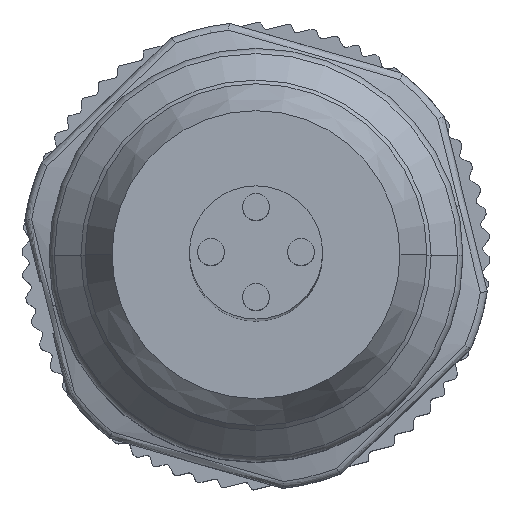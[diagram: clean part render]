
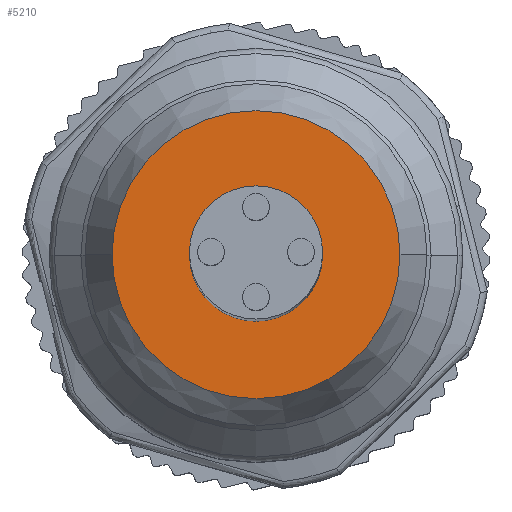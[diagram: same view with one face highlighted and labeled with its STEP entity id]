
A CAD part, top view. The second image highlights one B-rep face of the part: STEP entity #5210.
In plain terms, the highlighted planar face has unit normal (0, 0, 1).
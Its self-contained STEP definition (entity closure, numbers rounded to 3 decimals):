
#39 = DIRECTION ( 'NONE',  ( 0., 0., 1. ) ) ;
#499 = DIRECTION ( 'NONE',  ( 1., 0., 0. ) ) ;
#677 = DIRECTION ( 'NONE',  ( 0., 0., 1. ) ) ;
#1339 = CARTESIAN_POINT ( 'NONE',  ( 3.7, 0., 51.8 ) ) ;
#3465 = DIRECTION ( 'NONE',  ( 1., 0., 0. ) ) ;
#3491 = DIRECTION ( 'NONE',  ( 0., 0., 1. ) ) ;
#4255 = ORIENTED_EDGE ( 'NONE', *, *, #16727, .F. ) ;
#4876 = DIRECTION ( 'NONE',  ( 0., 0., 1. ) ) ;
#5210 = ADVANCED_FACE ( 'NONE', ( #14142, #11253 ), #14245, .T. ) ;
#6000 = AXIS2_PLACEMENT_3D ( 'NONE', #12745, #14191, #3465 ) ;
#6097 = DIRECTION ( 'NONE',  ( 1., 0., 0. ) ) ;
#6763 = ORIENTED_EDGE ( 'NONE', *, *, #8279, .T. ) ;
#7054 = AXIS2_PLACEMENT_3D ( 'NONE', #18964, #39, #6097 ) ;
#7467 = CARTESIAN_POINT ( 'NONE',  ( 8., 0., 51.8 ) ) ;
#7577 = CIRCLE ( 'NONE', #14155, 3.7 ) ;
#8279 = EDGE_CURVE ( 'NONE', #15891, #15645, #16408, .T. ) ;
#8322 = CARTESIAN_POINT ( 'NONE',  ( 0., 0., 51.8 ) ) ;
#8408 = EDGE_LOOP ( 'NONE', ( #6763, #17738 ) ) ;
#9497 = CIRCLE ( 'NONE', #20306, 8. ) ;
#9721 = VERTEX_POINT ( 'NONE', #20130 ) ;
#9911 = EDGE_CURVE ( 'NONE', #15645, #15891, #9497, .T. ) ;
#10273 = ORIENTED_EDGE ( 'NONE', *, *, #19369, .F. ) ;
#10574 = VERTEX_POINT ( 'NONE', #1339 ) ;
#11253 = FACE_BOUND ( 'NONE', #11306, .T. ) ;
#11306 = EDGE_LOOP ( 'NONE', ( #10273, #4255 ) ) ;
#12623 = CARTESIAN_POINT ( 'NONE',  ( 0., 0., 51.8 ) ) ;
#12745 = CARTESIAN_POINT ( 'NONE',  ( 0., 0., 51.8 ) ) ;
#13241 = CARTESIAN_POINT ( 'NONE',  ( 0., 0., 51.8 ) ) ;
#13901 = CIRCLE ( 'NONE', #6000, 3.7 ) ;
#14142 = FACE_OUTER_BOUND ( 'NONE', #8408, .T. ) ;
#14155 = AXIS2_PLACEMENT_3D ( 'NONE', #12623, #4876, #17450 ) ;
#14191 = DIRECTION ( 'NONE',  ( 0., 0., 1. ) ) ;
#14245 = PLANE ( 'NONE',  #7054 ) ;
#15645 = VERTEX_POINT ( 'NONE', #17268 ) ;
#15891 = VERTEX_POINT ( 'NONE', #7467 ) ;
#16322 = DIRECTION ( 'NONE',  ( 1., 0., 0. ) ) ;
#16408 = CIRCLE ( 'NONE', #18065, 8. ) ;
#16727 = EDGE_CURVE ( 'NONE', #10574, #9721, #13901, .T. ) ;
#17268 = CARTESIAN_POINT ( 'NONE',  ( -8., 0., 51.8 ) ) ;
#17450 = DIRECTION ( 'NONE',  ( 1., 0., 0. ) ) ;
#17738 = ORIENTED_EDGE ( 'NONE', *, *, #9911, .T. ) ;
#18065 = AXIS2_PLACEMENT_3D ( 'NONE', #13241, #677, #16322 ) ;
#18964 = CARTESIAN_POINT ( 'NONE',  ( 0., 0., 51.8 ) ) ;
#19369 = EDGE_CURVE ( 'NONE', #9721, #10574, #7577, .T. ) ;
#20130 = CARTESIAN_POINT ( 'NONE',  ( -3.7, 0., 51.8 ) ) ;
#20306 = AXIS2_PLACEMENT_3D ( 'NONE', #8322, #3491, #499 ) ;
